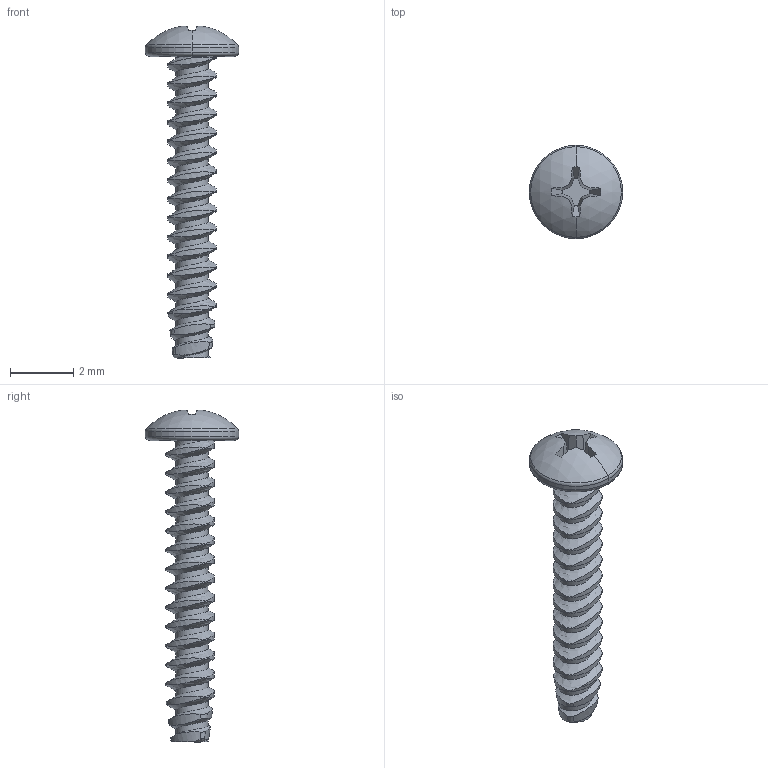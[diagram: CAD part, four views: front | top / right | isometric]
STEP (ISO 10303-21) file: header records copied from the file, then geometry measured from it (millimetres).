
FILE_DESCRIPTION (( 'STEP AP203' ), '1' );
FILE_NAME ('99461A520.step', '2013-03-12T19:09:45', ( 'Admin' ), ( 'Microsoft' ), 'SwSTEP 2.0', 'SolidWorks 2012', '' );
FILE_SCHEMA (( 'CONFIG_CONTROL_DESIGN' ));
Length unit declared in the file: inch
Products named in the file (1): 99461A520
Bounding box: 2.95 x 2.95 x 10.49 mm (x, y, z)
Volume: 15.7 mm3; surface area: 74.4 mm2
Topology: 1 solids, 1 shells, 149 faces, 432 edges, 286 vertices
Faces by surface type: cylinder 97, plane 23, cone 20, torus 4, bspline 3, sphere 2
Entity records: 7846 total; most frequent: CARTESIAN_POINT 4276, ORIENTED_EDGE 864, DIRECTION 535, EDGE_CURVE 432, VERTEX_POINT 286, B_SPLINE_CURVE_WITH_KNOTS 232, AXIS2_PLACEMENT_3D 190, LINE 155
